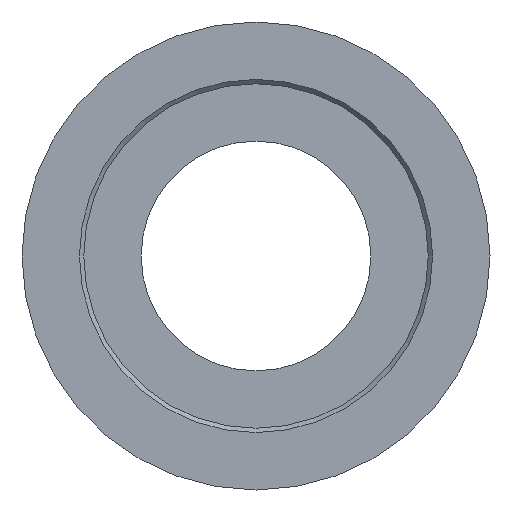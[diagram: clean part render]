
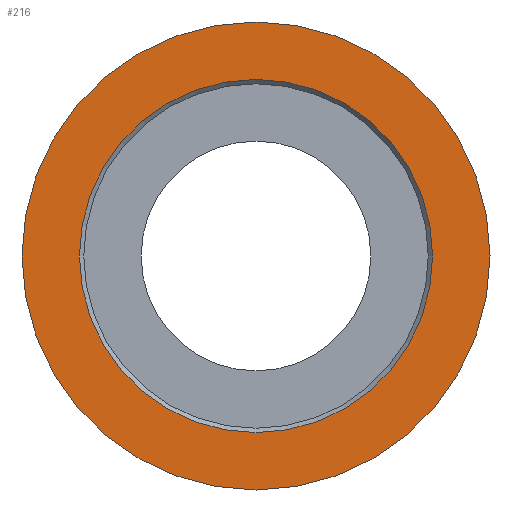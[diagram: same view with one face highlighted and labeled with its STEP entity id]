
A CAD part, front view. The second image highlights one B-rep face of the part: STEP entity #216.
In plain terms, the highlighted planar face has unit normal (0, -1, 0).
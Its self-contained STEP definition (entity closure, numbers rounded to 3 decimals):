
#17=FACE_BOUND('',#49,.T.);
#21=PLANE('',#260);
#32=FACE_OUTER_BOUND('',#48,.T.);
#48=EDGE_LOOP('',(#161));
#49=EDGE_LOOP('',(#162));
#92=CIRCLE('',#259,12.3);
#93=CIRCLE('',#261,16.3);
#108=VERTEX_POINT('',#375);
#109=VERTEX_POINT('',#379);
#127=EDGE_CURVE('',#108,#108,#92,.T.);
#128=EDGE_CURVE('',#109,#109,#93,.T.);
#161=ORIENTED_EDGE('',*,*,#128,.F.);
#162=ORIENTED_EDGE('',*,*,#127,.T.);
#216=ADVANCED_FACE('',(#32,#17),#21,.T.);
#259=AXIS2_PLACEMENT_3D('',#377,#302,#303);
#260=AXIS2_PLACEMENT_3D('',#378,#304,#305);
#261=AXIS2_PLACEMENT_3D('',#380,#306,#307);
#302=DIRECTION('center_axis',(0.,1.,0.));
#303=DIRECTION('ref_axis',(1.,0.,0.));
#304=DIRECTION('center_axis',(0.,-1.,0.));
#305=DIRECTION('ref_axis',(0.,0.,-1.));
#306=DIRECTION('center_axis',(0.,1.,0.));
#307=DIRECTION('ref_axis',(1.,0.,0.));
#375=CARTESIAN_POINT('',(-12.3,0.,0.));
#377=CARTESIAN_POINT('Origin',(0.,0.,0.));
#378=CARTESIAN_POINT('Origin',(16.3,0.,0.));
#379=CARTESIAN_POINT('',(-16.3,0.,0.));
#380=CARTESIAN_POINT('Origin',(0.,0.,0.));
